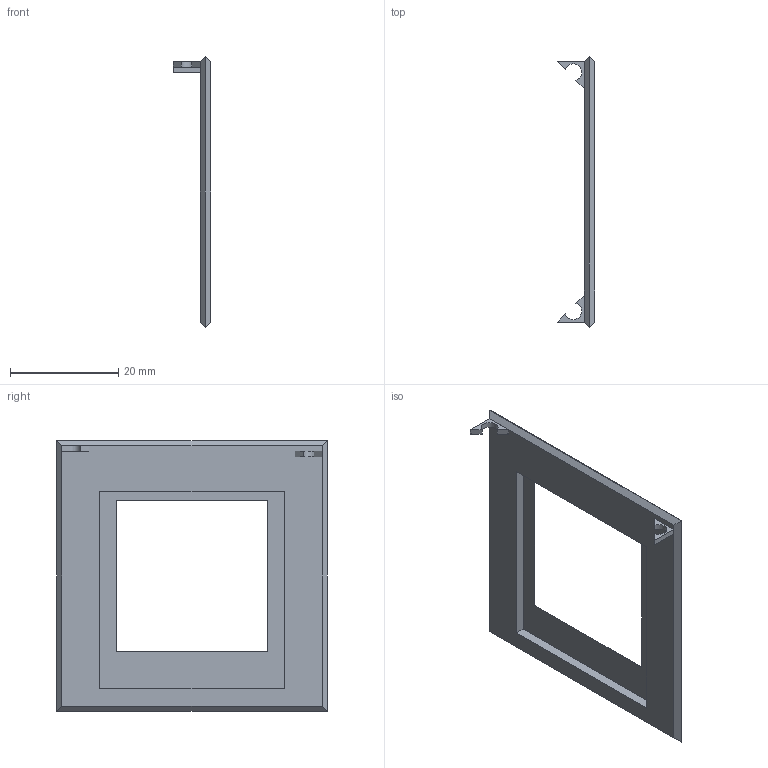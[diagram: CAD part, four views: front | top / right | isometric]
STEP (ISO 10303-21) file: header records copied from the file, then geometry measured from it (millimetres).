
FILE_DESCRIPTION(('FreeCAD Model'),'2;1');
FILE_NAME('Open CASCADE Shape Model','2021-06-29T22:29:22',('Author'),( ''),'Open CASCADE STEP processor 7.4','FreeCAD','Unknown');
FILE_SCHEMA(('AUTOMOTIVE_DESIGN { 1 0 10303 214 1 1 1 1 }'));
Length unit declared in the file: millimetre
Products named in the file (1): Compound002
Bounding box: 7 x 50 x 50 mm (x, y, z)
Volume: 2487.9 mm3; surface area: 3927.8 mm2
Topology: 3 solids, 3 shells, 37 faces, 82 edges, 52 vertices
Faces by surface type: plane 35, cylinder 2
Entity records: 2114 total; most frequent: CARTESIAN_POINT 360, DIRECTION 322, LINE 238, VECTOR 238, ORIENTED_EDGE 164, PCURVE 164, DEFINITIONAL_REPRESENTATION 164, EDGE_CURVE 82
